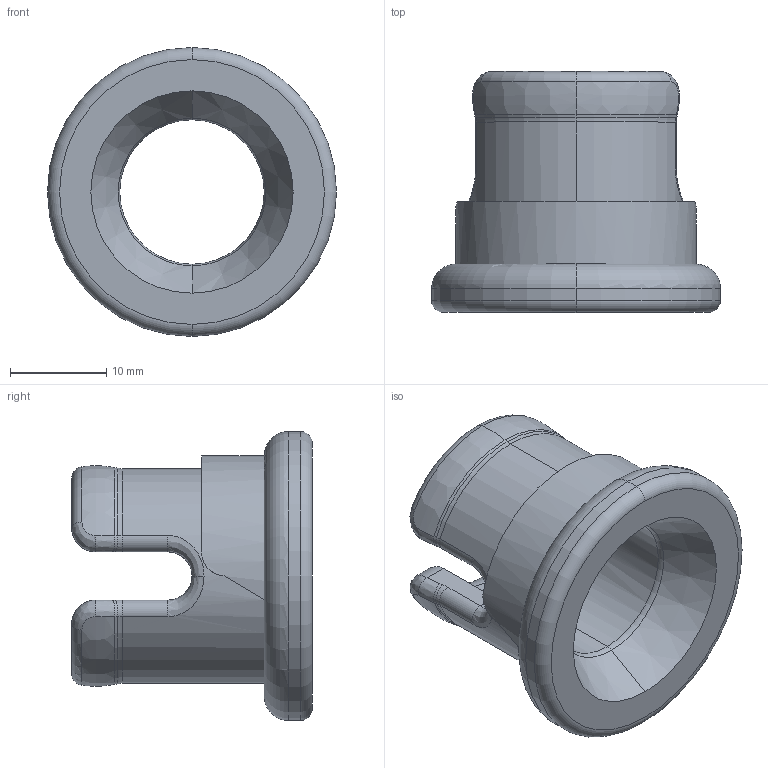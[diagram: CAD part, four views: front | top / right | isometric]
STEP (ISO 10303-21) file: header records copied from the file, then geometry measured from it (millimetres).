
FILE_DESCRIPTION (( 'STEP AP214' ), '1' );
FILE_NAME ('Join thing.STEP', '2025-11-17T16:29:54', ( '' ), ( '' ), 'SwSTEP 2.0', 'SolidWorks 2024', '' );
FILE_SCHEMA (( 'AUTOMOTIVE_DESIGN' ));
Length unit declared in the file: millimetre
Products named in the file (1): Join thing
Bounding box: 30 x 25 x 30 mm (x, y, z)
Volume: 6192.1 mm3; surface area: 3718.7 mm2
Topology: 1 solids, 1 shells, 82 faces, 193 edges, 110 vertices
Faces by surface type: bspline 24, cylinder 23, torus 19, plane 11, cone 5
Entity records: 3416 total; most frequent: CARTESIAN_POINT 1686, ORIENTED_EDGE 382, DIRECTION 337, EDGE_CURVE 191, AXIS2_PLACEMENT_3D 147, VERTEX_POINT 110, CIRCLE 88, EDGE_LOOP 83
